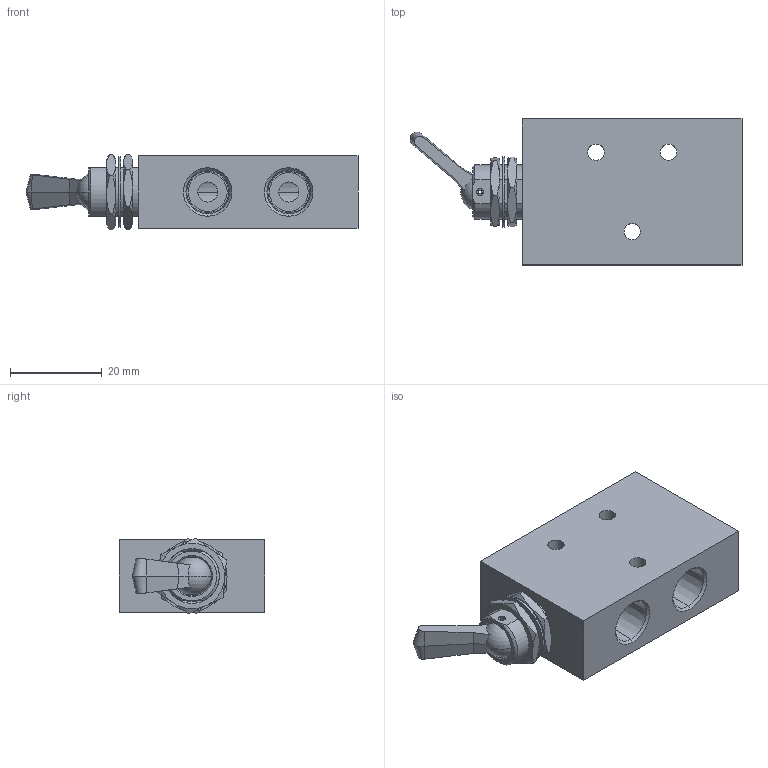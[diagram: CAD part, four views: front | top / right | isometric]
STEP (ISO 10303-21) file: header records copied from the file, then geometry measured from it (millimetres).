
FILE_DESCRIPTION (( 'STEP AP214' ), '1' );
FILE_NAME ('GVS-521F-TD.step', '2018-10-25T18:27:48', ( '' ), ( '' ), 'SwSTEP 2.0', 'SolidWorks 2018', '' );
FILE_SCHEMA (( 'AUTOMOTIVE_DESIGN' ));
Length unit declared in the file: inch
Products named in the file (1): GVS-521F-TD
Bounding box: 72.22 x 31.75 x 16.45 mm (x, y, z)
Volume: 17701.2 mm3; surface area: 11180.7 mm2
Topology: 7 solids, 7 shells, 289 faces, 739 edges, 473 vertices
Faces by surface type: cylinder 111, plane 110, cone 64, sphere 2, bspline 2
Entity records: 13381 total; most frequent: CARTESIAN_POINT 2381, DIRECTION 1520, ORIENTED_EDGE 1470, EDGE_CURVE 735, AXIS2_PLACEMENT_3D 584, VERTEX_POINT 471, LINE 352, VECTOR 352
